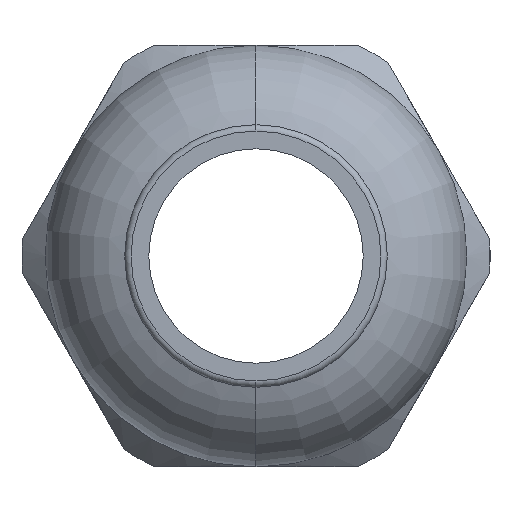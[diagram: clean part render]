
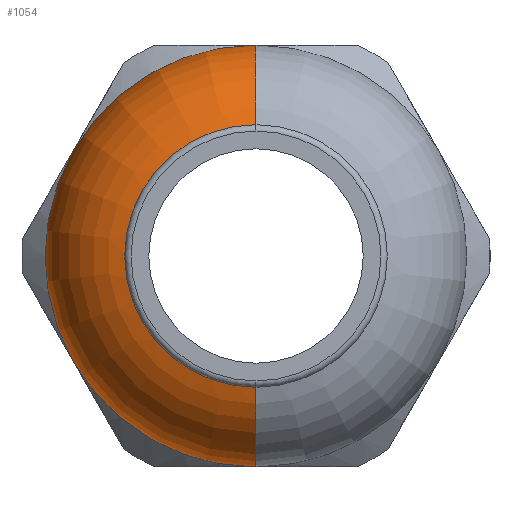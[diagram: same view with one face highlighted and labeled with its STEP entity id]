
A CAD part, left-side view. The second image highlights one B-rep face of the part: STEP entity #1054.
In plain terms, the highlighted toroidal (fillet/blend) face has major radius 3.683 mm and minor radius 3.81 mm.
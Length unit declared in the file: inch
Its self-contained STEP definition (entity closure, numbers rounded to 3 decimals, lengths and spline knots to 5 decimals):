
#1052 = ORIENTED_EDGE ( 'NONE', *, *, #1053, .T. ) ;
#1053 = EDGE_CURVE ( 'NONE', #1089, #1090, #3152, .T. ) ;
#1054 = ADVANCED_FACE ( 'NONE', ( #3143 ), #3142, .T. ) ;
#1058 = VERTEX_POINT ( 'NONE', #3200 ) ;
#1065 = VERTEX_POINT ( 'NONE', #3188 ) ;
#1066 = ORIENTED_EDGE ( 'NONE', *, *, #1088, .T. ) ;
#1079 = EDGE_LOOP ( 'NONE', ( #1142, #1066, #1052, #1143 ) ) ;
#1088 = EDGE_CURVE ( 'NONE', #1058, #1089, #3205, .T. ) ;
#1089 = VERTEX_POINT ( 'NONE', #3262 ) ;
#1090 = VERTEX_POINT ( 'NONE', #3261 ) ;
#1142 = ORIENTED_EDGE ( 'NONE', *, *, #1145, .F. ) ;
#1143 = ORIENTED_EDGE ( 'NONE', *, *, #1144, .F. ) ;
#1144 = EDGE_CURVE ( 'NONE', #1065, #1090, #3358, .T. ) ;
#1145 = EDGE_CURVE ( 'NONE', #1058, #1065, #3353, .T. ) ;
#3139 = DIRECTION ( 'NONE',  ( -1., 0., 0. ) ) ;
#3140 = CARTESIAN_POINT ( 'NONE',  ( -0.99509, 0., 0. ) ) ;
#3141 = AXIS2_PLACEMENT_3D ( 'NONE', #3140, #3139, #3202 ) ;
#3142 = TOROIDAL_SURFACE ( 'NONE', #3141, 0.145, 0.15 ) ;
#3143 = FACE_OUTER_BOUND ( 'NONE', #1079, .T. ) ;
#3144 = DIRECTION ( 'NONE',  ( 0., 0., -1. ) ) ;
#3145 = DIRECTION ( 'NONE',  ( 1., 0., 0. ) ) ;
#3146 = CARTESIAN_POINT ( 'NONE',  ( -1.14, 0., 0. ) ) ;
#3147 = AXIS2_PLACEMENT_3D ( 'NONE', #3146, #3145, #3144 ) ;
#3152 = CIRCLE ( 'NONE', #3147, 0.18375 ) ;
#3188 = CARTESIAN_POINT ( 'NONE',  ( -0.99509, 0., 0.295 ) ) ;
#3200 = CARTESIAN_POINT ( 'NONE',  ( -0.99509, 0., -0.295 ) ) ;
#3202 = DIRECTION ( 'NONE',  ( 0., 0., 1. ) ) ;
#3203 = CARTESIAN_POINT ( 'NONE',  ( -0.99509, 0., -0.145 ) ) ;
#3204 = AXIS2_PLACEMENT_3D ( 'NONE', #3203, #3264, #3263 ) ;
#3205 = CIRCLE ( 'NONE', #3204, 0.15 ) ;
#3261 = CARTESIAN_POINT ( 'NONE',  ( -1.14, 0., 0.18375 ) ) ;
#3262 = CARTESIAN_POINT ( 'NONE',  ( -1.14, 0., -0.18375 ) ) ;
#3263 = DIRECTION ( 'NONE',  ( 0., 0., 1. ) ) ;
#3264 = DIRECTION ( 'NONE',  ( 0., 1., 0. ) ) ;
#3349 = DIRECTION ( 'NONE',  ( 0., 0., 1. ) ) ;
#3350 = DIRECTION ( 'NONE',  ( 1., 0., 0. ) ) ;
#3351 = CARTESIAN_POINT ( 'NONE',  ( -0.99509, 0., 0. ) ) ;
#3352 = AXIS2_PLACEMENT_3D ( 'NONE', #3351, #3350, #3349 ) ;
#3353 = CIRCLE ( 'NONE', #3352, 0.295 ) ;
#3354 = DIRECTION ( 'NONE',  ( 0., 0., -1. ) ) ;
#3355 = DIRECTION ( 'NONE',  ( 0., -1., 0. ) ) ;
#3356 = CARTESIAN_POINT ( 'NONE',  ( -0.99509, 0., 0.145 ) ) ;
#3357 = AXIS2_PLACEMENT_3D ( 'NONE', #3356, #3355, #3354 ) ;
#3358 = CIRCLE ( 'NONE', #3357, 0.15 ) ;
